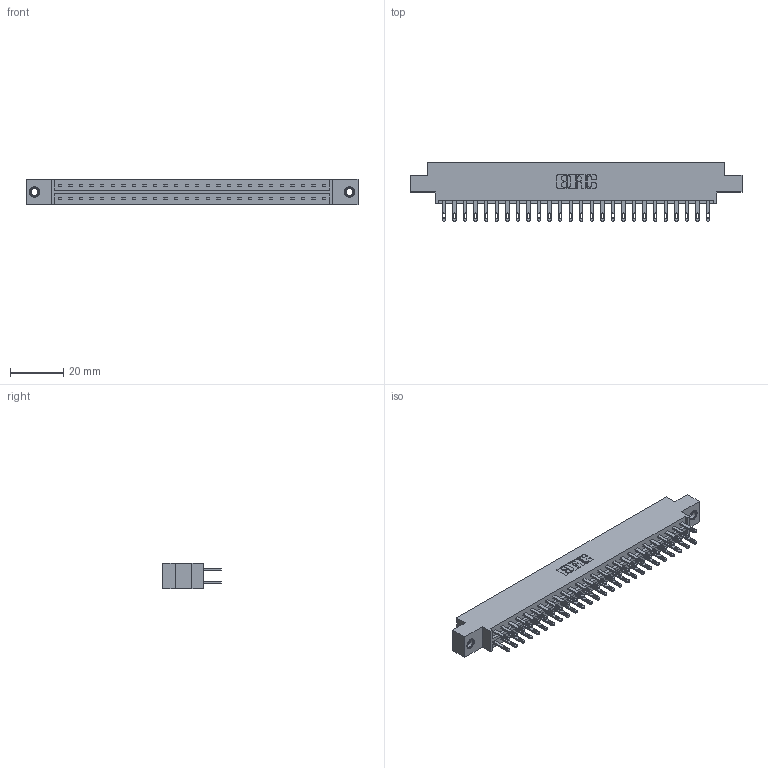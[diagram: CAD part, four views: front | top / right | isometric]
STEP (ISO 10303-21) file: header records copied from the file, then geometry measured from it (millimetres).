
FILE_DESCRIPTION (( 'STEP AP203' ), '1' );
FILE_NAME ('833-052-500-807.STEP', '2020-06-04T18:37:33', ( '' ), ( '' ), 'SwSTEP 2.0', 'SolidWorks 2020', '' );
FILE_SCHEMA (( 'CONFIG_CONTROL_DESIGN' ));
Length unit declared in the file: inch
Products named in the file (4): 833-052-500-807; 345-250-001_345-250-005-103; 833 Part_Offset - .156 Dia - TI; 345-292-001_345-293-100
Assembly tree (55 placements, depth 2):
  833-052-500-807
    833 Part_Offset - .156 Dia - TI
    345-292-001_345-293-100  x52
    345-250-001_345-250-005-103  x2
Bounding box: 124.56 x 21.85 x 9.4 mm (x, y, z)
Volume: 12485 mm3; surface area: 15415.6 mm2
Topology: 55 solids, 55 shells, 2674 faces, 8103 edges, 5394 vertices
Faces by surface type: plane 1666, cylinder 992, cone 12, torus 4
Entity records: 20044 total; most frequent: CARTESIAN_POINT 3325, ORIENTED_EDGE 3254, DIRECTION 2901, EDGE_CURVE 1627, VECTOR 1475, LINE 1475, VERTEX_POINT 1080, AXIS2_PLACEMENT_3D 713
